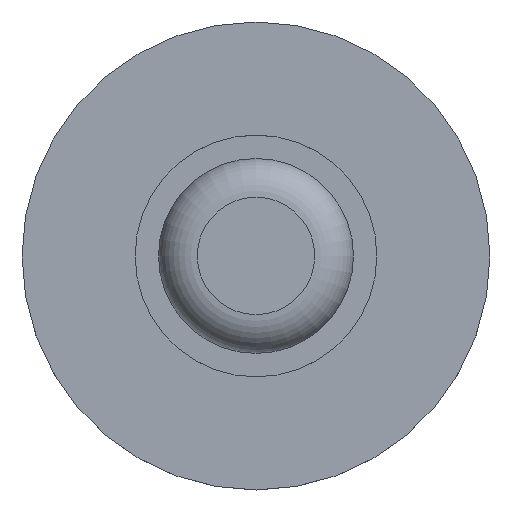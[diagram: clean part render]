
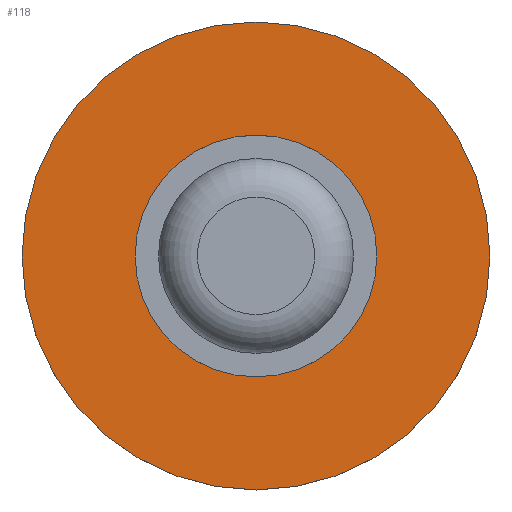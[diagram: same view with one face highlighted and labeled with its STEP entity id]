
A CAD part, top view. The second image highlights one B-rep face of the part: STEP entity #118.
In plain terms, the highlighted planar face has unit normal (0, 0, 1).
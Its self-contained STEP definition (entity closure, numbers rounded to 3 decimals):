
#17=FACE_BOUND('',#50,.T.);
#30=PLANE('',#156);
#38=FACE_OUTER_BOUND('',#49,.T.);
#49=EDGE_LOOP('',(#104));
#50=EDGE_LOOP('',(#105));
#58=CIRCLE('',#149,3.1);
#61=CIRCLE('',#155,6.);
#67=VERTEX_POINT('',#216);
#70=VERTEX_POINT('',#226);
#78=EDGE_CURVE('',#67,#67,#58,.T.);
#81=EDGE_CURVE('',#70,#70,#61,.T.);
#104=ORIENTED_EDGE('',*,*,#81,.T.);
#105=ORIENTED_EDGE('',*,*,#78,.T.);
#118=ADVANCED_FACE('',(#38,#17),#30,.T.);
#149=AXIS2_PLACEMENT_3D('',#218,#179,#180);
#155=AXIS2_PLACEMENT_3D('',#227,#191,#192);
#156=AXIS2_PLACEMENT_3D('',#229,#194,#195);
#179=DIRECTION('center_axis',(0.,0.,-1.));
#180=DIRECTION('ref_axis',(-1.,0.,0.));
#191=DIRECTION('center_axis',(0.,0.,1.));
#192=DIRECTION('ref_axis',(-1.,0.,0.));
#194=DIRECTION('center_axis',(0.,0.,1.));
#195=DIRECTION('ref_axis',(1.,0.,0.));
#216=CARTESIAN_POINT('',(3.1,0.,0.8));
#218=CARTESIAN_POINT('Origin',(0.,0.,0.8));
#226=CARTESIAN_POINT('',(6.,0.,0.8));
#227=CARTESIAN_POINT('Origin',(0.,0.,0.8));
#229=CARTESIAN_POINT('Origin',(0.,0.,
0.8));
